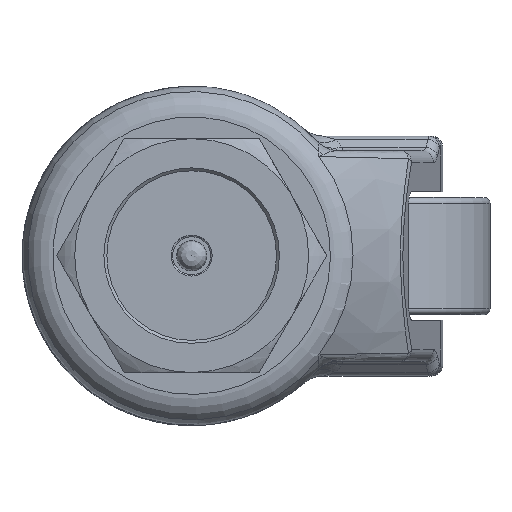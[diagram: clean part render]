
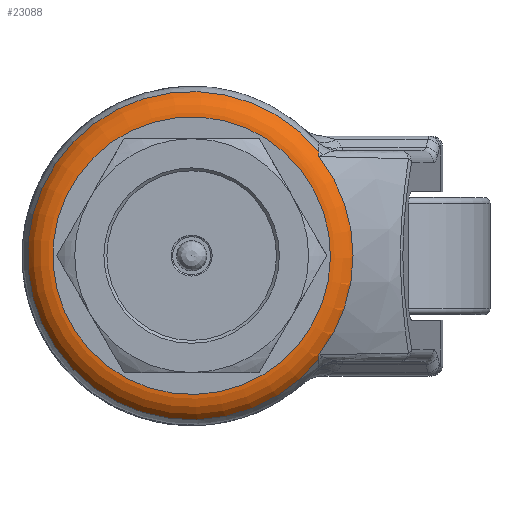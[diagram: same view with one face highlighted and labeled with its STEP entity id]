
A CAD part, top view. The second image highlights one B-rep face of the part: STEP entity #23088.
In plain terms, the highlighted toroidal (fillet/blend) face has major radius 23.732 mm and minor radius 5 mm.
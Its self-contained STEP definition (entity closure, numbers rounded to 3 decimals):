
#19014=CARTESIAN_POINT('',(13.322,114.812,25.431));
#19015=VERTEX_POINT('',#19014);
#19035=CARTESIAN_POINT('',(13.294,115.605,24.75));
#19036=VERTEX_POINT('',#19035);
#19044=CARTESIAN_POINT('',(13.294,115.605,24.75));
#19045=CARTESIAN_POINT('',(13.304,115.499,24.853));
#19046=CARTESIAN_POINT('',(13.311,115.389,24.954));
#19047=CARTESIAN_POINT('',(13.316,115.276,25.052));
#19048=CARTESIAN_POINT('',(13.323,115.126,25.183));
#19049=CARTESIAN_POINT('',(13.325,114.971,25.31));
#19050=CARTESIAN_POINT('',(13.322,114.812,25.431));
#19051=B_SPLINE_CURVE_WITH_KNOTS('',3,(#19044,#19045,#19046,#19047,#19048,#19049,#19050),.UNSPECIFIED.,.F.,.U.,(4,3,4),(-1.813,-1.036,0.0),.UNSPECIFIED.);
#19052=EDGE_CURVE('',#19036,#19015,#19051,.T.);
#22455=CARTESIAN_POINT('',(13.322,114.807,25.434));
#22456=VERTEX_POINT('',#22455);
#22457=CARTESIAN_POINT('',(13.322,114.812,25.431));
#22458=CARTESIAN_POINT('',(13.322,114.81,25.432));
#22459=CARTESIAN_POINT('',(13.322,114.809,25.433));
#22460=CARTESIAN_POINT('',(13.322,114.807,25.434));
#22461=B_SPLINE_CURVE_WITH_KNOTS('',3,(#22457,#22458,#22459,#22460),.UNSPECIFIED.,.F.,.U.,(4,4),(0.0,0.009),.UNSPECIFIED.);
#22462=EDGE_CURVE('',#19015,#22456,#22461,.T.);
#23037=CARTESIAN_POINT('',(-8.446,97.86,22.25));
#23038=DIRECTION('',(0.0,0.0,1.0));
#23039=DIRECTION('',(1.0,0.0,0.0));
#23040=AXIS2_PLACEMENT_3D('',#23037,#23038,#23039);
#23041=TOROIDAL_SURFACE('',#23040,23.732,5.0);
#23042=ORIENTED_EDGE('',*,*,#19052,.F.);
#23043=CARTESIAN_POINT('',(13.294,80.115,24.75));
#23044=VERTEX_POINT('',#23043);
#23045=CARTESIAN_POINT('',(-8.446,97.86,24.75));
#23046=DIRECTION('',(0.0,0.0,-1.0));
#23047=DIRECTION('',(-1.0,0.0,0.0));
#23048=AXIS2_PLACEMENT_3D('',#23045,#23046,#23047);
#23049=CIRCLE('',#23048,28.062);
#23050=EDGE_CURVE('',#23044,#19036,#23049,.T.);
#23051=ORIENTED_EDGE('',*,*,#23050,.F.);
#23052=CARTESIAN_POINT('',(13.322,80.913,25.434));
#23053=VERTEX_POINT('',#23052);
#23054=CARTESIAN_POINT('',(13.322,80.913,25.434));
#23055=CARTESIAN_POINT('',(13.322,80.912,25.433));
#23056=CARTESIAN_POINT('',(13.322,80.91,25.432));
#23057=CARTESIAN_POINT('',(13.322,80.909,25.431));
#23058=CARTESIAN_POINT('',(13.324,80.789,25.34));
#23059=CARTESIAN_POINT('',(13.324,80.672,25.246));
#23060=CARTESIAN_POINT('',(13.32,80.558,25.149));
#23061=CARTESIAN_POINT('',(13.316,80.405,25.021));
#23062=CARTESIAN_POINT('',(13.307,80.257,24.887));
#23063=CARTESIAN_POINT('',(13.294,80.115,24.75));
#23064=B_SPLINE_CURVE_WITH_KNOTS('',3,(#23054,#23055,#23056,#23057,#23058,#23059,#23060,#23061,#23062,#23063),.UNSPECIFIED.,.F.,.U.,(4,3,3,4),(-1.822,-1.813,-1.036,0.),.UNSPECIFIED.);
#23065=EDGE_CURVE('',#23053,#23044,#23064,.T.);
#23066=ORIENTED_EDGE('',*,*,#23065,.F.);
#23067=CARTESIAN_POINT('',(-8.446,97.86,25.434));
#23068=DIRECTION('',(0.0,0.0,-1.0));
#23069=DIRECTION('',(1.0,0.0,0.0));
#23070=AXIS2_PLACEMENT_3D('',#23067,#23068,#23069);
#23071=CIRCLE('',#23070,27.587);
#23072=EDGE_CURVE('',#22456,#23053,#23071,.T.);
#23073=ORIENTED_EDGE('',*,*,#23072,.F.);
#23074=ORIENTED_EDGE('',*,*,#22462,.F.);
#23075=EDGE_LOOP('',(#23042,#23051,#23066,#23073,#23074));
#23076=FACE_OUTER_BOUND('',#23075,.T.);
#23077=CARTESIAN_POINT('',(7.021,79.86,27.25));
#23078=VERTEX_POINT('',#23077);
#23079=CARTESIAN_POINT('',(-8.446,97.86,27.25));
#23080=DIRECTION('',(0.0,0.0,1.0));
#23081=DIRECTION('',(1.0,0.0,0.0));
#23082=AXIS2_PLACEMENT_3D('',#23079,#23080,#23081);
#23083=CIRCLE('',#23082,23.732);
#23084=EDGE_CURVE('',#23078,#23078,#23083,.T.);
#23085=ORIENTED_EDGE('',*,*,#23084,.F.);
#23086=EDGE_LOOP('',(#23085));
#23087=FACE_BOUND('',#23086,.T.);
#23088=ADVANCED_FACE('',(#23076,#23087),#23041,.T.);
